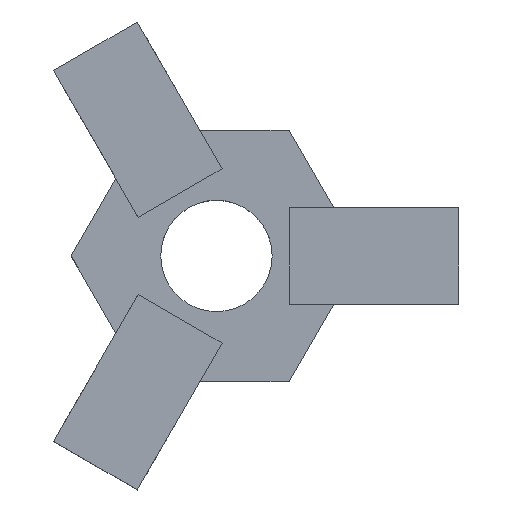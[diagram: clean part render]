
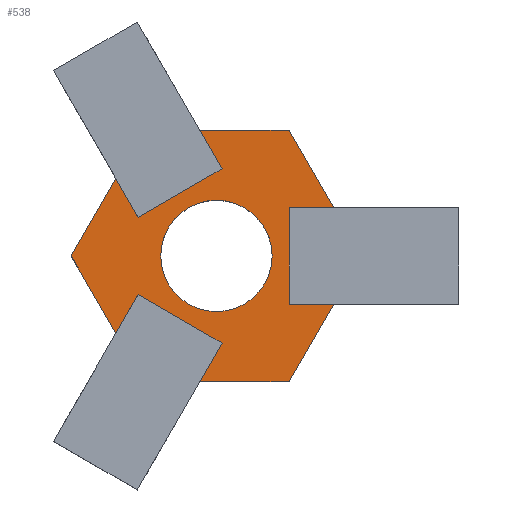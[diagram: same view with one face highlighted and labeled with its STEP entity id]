
A CAD part, top view. The second image highlights one B-rep face of the part: STEP entity #538.
In plain terms, the highlighted planar face has unit normal (0, 0, 1).
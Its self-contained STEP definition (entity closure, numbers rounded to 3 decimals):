
#15=FACE_BOUND('',#83,.T.);
#28=PLANE('',#587);
#55=FACE_OUTER_BOUND('',#82,.T.);
#82=EDGE_LOOP('',(#411,#412,#413,#414,#415,#416,#417,#418,#419,#420,#421,
#422,#423,#424,#425));
#83=EDGE_LOOP('',(#426));
#116=LINE('',#781,#183);
#125=LINE('',#798,#192);
#129=LINE('',#807,#196);
#130=LINE('',#811,#197);
#131=LINE('',#812,#198);
#132=LINE('',#814,#199);
#133=LINE('',#816,#200);
#134=LINE('',#818,#201);
#135=LINE('',#819,#202);
#136=LINE('',#821,#203);
#137=LINE('',#823,#204);
#138=LINE('',#825,#205);
#139=LINE('',#826,#206);
#140=LINE('',#828,#207);
#141=LINE('',#829,#208);
#183=VECTOR('',#643,10.);
#192=VECTOR('',#656,10.);
#196=VECTOR('',#662,10.);
#197=VECTOR('',#665,10.);
#198=VECTOR('',#666,10.);
#199=VECTOR('',#667,10.);
#200=VECTOR('',#668,10.);
#201=VECTOR('',#669,10.);
#202=VECTOR('',#670,10.);
#203=VECTOR('',#671,10.);
#204=VECTOR('',#672,10.);
#205=VECTOR('',#673,10.);
#206=VECTOR('',#674,10.);
#207=VECTOR('',#675,10.);
#208=VECTOR('',#676,10.);
#248=CIRCLE('',#580,4.6);
#256=VERTEX_POINT('',#764);
#262=VERTEX_POINT('',#779);
#263=VERTEX_POINT('',#780);
#268=VERTEX_POINT('',#794);
#269=VERTEX_POINT('',#796);
#271=VERTEX_POINT('',#801);
#273=VERTEX_POINT('',#805);
#274=VERTEX_POINT('',#809);
#275=VERTEX_POINT('',#810);
#276=VERTEX_POINT('',#813);
#277=VERTEX_POINT('',#815);
#278=VERTEX_POINT('',#817);
#279=VERTEX_POINT('',#820);
#280=VERTEX_POINT('',#822);
#281=VERTEX_POINT('',#824);
#282=VERTEX_POINT('',#827);
#309=EDGE_CURVE('',#256,#256,#248,.T.);
#316=EDGE_CURVE('',#262,#263,#116,.T.);
#325=EDGE_CURVE('',#268,#269,#125,.T.);
#329=EDGE_CURVE('',#271,#273,#129,.T.);
#330=EDGE_CURVE('',#274,#275,#130,.T.);
#331=EDGE_CURVE('',#271,#274,#131,.T.);
#332=EDGE_CURVE('',#276,#273,#132,.T.);
#333=EDGE_CURVE('',#277,#276,#133,.T.);
#334=EDGE_CURVE('',#278,#277,#134,.T.);
#335=EDGE_CURVE('',#268,#278,#135,.T.);
#336=EDGE_CURVE('',#279,#269,#136,.T.);
#337=EDGE_CURVE('',#280,#279,#137,.T.);
#338=EDGE_CURVE('',#281,#280,#138,.T.);
#339=EDGE_CURVE('',#262,#281,#139,.T.);
#340=EDGE_CURVE('',#282,#263,#140,.T.);
#341=EDGE_CURVE('',#275,#282,#141,.T.);
#411=ORIENTED_EDGE('',*,*,#330,.F.);
#412=ORIENTED_EDGE('',*,*,#331,.F.);
#413=ORIENTED_EDGE('',*,*,#329,.T.);
#414=ORIENTED_EDGE('',*,*,#332,.F.);
#415=ORIENTED_EDGE('',*,*,#333,.F.);
#416=ORIENTED_EDGE('',*,*,#334,.F.);
#417=ORIENTED_EDGE('',*,*,#335,.F.);
#418=ORIENTED_EDGE('',*,*,#325,.T.);
#419=ORIENTED_EDGE('',*,*,#336,.F.);
#420=ORIENTED_EDGE('',*,*,#337,.F.);
#421=ORIENTED_EDGE('',*,*,#338,.F.);
#422=ORIENTED_EDGE('',*,*,#339,.F.);
#423=ORIENTED_EDGE('',*,*,#316,.T.);
#424=ORIENTED_EDGE('',*,*,#340,.F.);
#425=ORIENTED_EDGE('',*,*,#341,.F.);
#426=ORIENTED_EDGE('',*,*,#309,.T.);
#538=ADVANCED_FACE('',(#55,#15),#28,.T.);
#580=AXIS2_PLACEMENT_3D('',#765,#630,#631);
#587=AXIS2_PLACEMENT_3D('',#808,#663,#664);
#630=DIRECTION('center_axis',(0.,0.,-1.));
#631=DIRECTION('ref_axis',(1.,0.,0.));
#643=DIRECTION('',(-0.866,-0.5,0.));
#656=DIRECTION('',(0.,1.,0.));
#662=DIRECTION('',(0.866,-0.5,0.));
#663=DIRECTION('center_axis',(0.,0.,1.));
#664=DIRECTION('ref_axis',(1.,0.,0.));
#665=DIRECTION('',(-0.5,0.866,0.));
#666=DIRECTION('',(-0.5,-0.866,0.));
#667=DIRECTION('',(0.5,0.866,0.));
#668=DIRECTION('',(-1.,0.,0.));
#669=DIRECTION('',(-0.5,-0.866,0.));
#670=DIRECTION('',(1.,0.,0.));
#671=DIRECTION('',(-1.,0.,0.));
#672=DIRECTION('',(0.5,-0.866,0.));
#673=DIRECTION('',(1.,0.,0.));
#674=DIRECTION('',(-0.5,0.866,0.));
#675=DIRECTION('',(0.5,-0.866,0.));
#676=DIRECTION('',(0.5,0.866,0.));
#764=CARTESIAN_POINT('',(-7.868,0.,7.));
#765=CARTESIAN_POINT('Origin',(-3.268,0.,
7.));
#779=CARTESIAN_POINT('',(-2.804,7.196,7.));
#780=CARTESIAN_POINT('',(-9.732,3.196,7.));
#781=CARTESIAN_POINT('',(-6.268,5.196,7.));
#794=CARTESIAN_POINT('',(2.732,-4.,7.));
#796=CARTESIAN_POINT('',(2.732,4.,7.));
#798=CARTESIAN_POINT('',(2.732,0.,7.));
#801=CARTESIAN_POINT('',(-9.732,-3.196,7.));
#805=CARTESIAN_POINT('',(-2.804,-7.196,7.));
#807=CARTESIAN_POINT('',(-6.268,-5.196,7.));
#808=CARTESIAN_POINT('Origin',(-3.268,0.,7.));
#809=CARTESIAN_POINT('',(-11.577,-6.392,7.));
#810=CARTESIAN_POINT('',(-15.268,0.,7.));
#811=CARTESIAN_POINT('',(-12.845,-4.196,7.));
#812=CARTESIAN_POINT('',(-10.561,-4.632,7.));
#813=CARTESIAN_POINT('',(-4.649,-10.392,7.));
#814=CARTESIAN_POINT('',(-3.633,-8.632,7.));
#815=CARTESIAN_POINT('',(2.732,-10.392,7.));
#816=CARTESIAN_POINT('',(-2.113,-10.392,7.));
#817=CARTESIAN_POINT('',(6.423,-4.,7.));
#818=CARTESIAN_POINT('',(5.155,-6.196,7.));
#819=CARTESIAN_POINT('',(4.39,-4.,7.));
#820=CARTESIAN_POINT('',(6.423,4.,7.));
#821=CARTESIAN_POINT('',(4.39,4.,7.));
#822=CARTESIAN_POINT('',(2.732,10.392,7.));
#823=CARTESIAN_POINT('',(5.155,6.196,7.));
#824=CARTESIAN_POINT('',(-4.649,10.392,7.));
#825=CARTESIAN_POINT('',(-2.113,10.392,7.));
#826=CARTESIAN_POINT('',(-3.633,8.632,7.));
#827=CARTESIAN_POINT('',(-11.577,6.392,7.));
#828=CARTESIAN_POINT('',(-10.561,4.632,7.));
#829=CARTESIAN_POINT('',(-12.845,4.196,7.));
